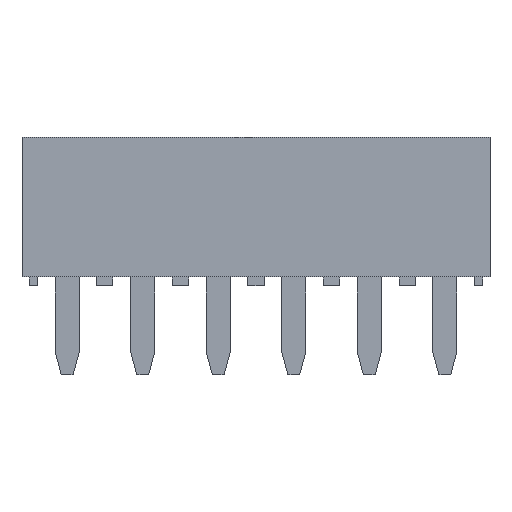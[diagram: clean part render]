
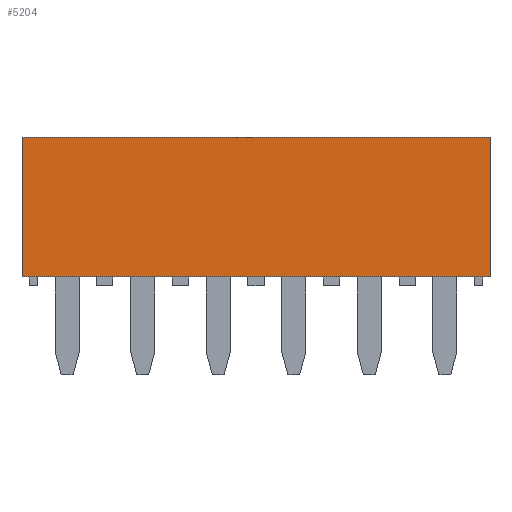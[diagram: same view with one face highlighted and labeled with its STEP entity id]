
A CAD part, top view. The second image highlights one B-rep face of the part: STEP entity #5204.
In plain terms, the highlighted planar face has unit normal (0, 0, 1).
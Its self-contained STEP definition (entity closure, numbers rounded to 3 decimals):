
#84=DIRECTION('',(0.,-1.,0.));
#85=VECTOR('',#84,4.7);
#86=CARTESIAN_POINT('',(-7.87,5.,1.25));
#87=LINE('',#86,#85);
#861=DIRECTION('',(1.,0.,0.));
#862=VECTOR('',#861,15.74);
#863=CARTESIAN_POINT('',(-7.87,0.3,1.25));
#864=LINE('',#863,#862);
#868=DIRECTION('',(1.,0.,0.));
#869=VECTOR('',#868,15.74);
#870=CARTESIAN_POINT('',(-7.87,5.,1.25));
#871=LINE('',#870,#869);
#1057=DIRECTION('',(0.,-1.,0.));
#1058=VECTOR('',#1057,4.7);
#1059=CARTESIAN_POINT('',(7.87,5.,1.25));
#1060=LINE('',#1059,#1058);
#3851=CARTESIAN_POINT('',(-7.87,5.,1.25));
#3853=VERTEX_POINT('',#3851);
#3855=CARTESIAN_POINT('',(7.87,5.,1.25));
#3857=VERTEX_POINT('',#3855);
#4050=CARTESIAN_POINT('',(-7.87,0.3,1.25));
#4051=CARTESIAN_POINT('',(7.87,0.3,1.25));
#4052=VERTEX_POINT('',#4050);
#4053=VERTEX_POINT('',#4051);
#5191=CARTESIAN_POINT('',(-7.87,5.,1.25));
#5192=DIRECTION('',(0.,0.,1.));
#5193=DIRECTION('',(0.,-1.,0.));
#5194=AXIS2_PLACEMENT_3D('',#5191,#5192,#5193);
#5195=PLANE('',#5194);
#5196=ORIENTED_EDGE('',*,*,#4576,.F.);
#5197=ORIENTED_EDGE('',*,*,#4565,.F.);
#5199=ORIENTED_EDGE('',*,*,#5198,.T.);
#5201=ORIENTED_EDGE('',*,*,#5200,.T.);
#5202=EDGE_LOOP('',(#5196,#5197,#5199,#5201));
#5203=FACE_OUTER_BOUND('',#5202,.F.);
#5204=ADVANCED_FACE('',(#5203),#5195,.T.);
#4565=EDGE_CURVE('',#3853,#4052,#87,.T.);
#4576=EDGE_CURVE('',#4052,#4053,#864,.T.);
#5198=EDGE_CURVE('',#3853,#3857,#871,.T.);
#5200=EDGE_CURVE('',#3857,#4053,#1060,.T.);
